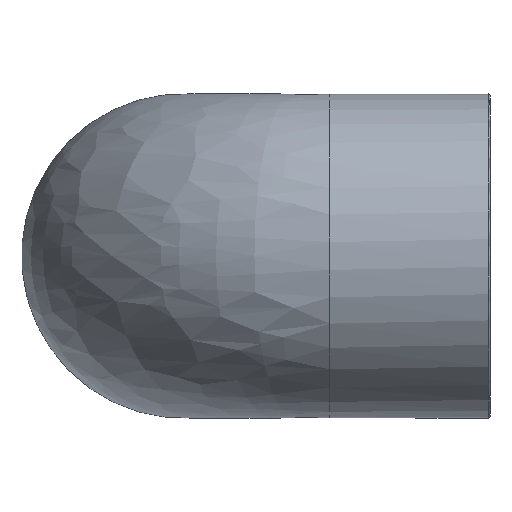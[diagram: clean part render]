
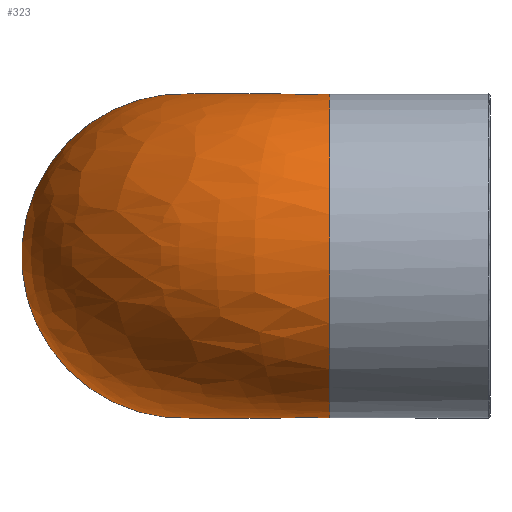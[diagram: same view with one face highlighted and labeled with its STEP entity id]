
A CAD part, left-side view. The second image highlights one B-rep face of the part: STEP entity #323.
In plain terms, the highlighted free-form (B-spline) face has degree [2, 2] with [9, 3] control points.
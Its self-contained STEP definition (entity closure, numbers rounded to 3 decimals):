
#40=(
BOUNDED_SURFACE()
B_SPLINE_SURFACE(2,2,((#514,#515,#516),(#517,#518,#519),(#520,#521,#522),
(#523,#524,#525),(#526,#527,#528),(#529,#530,#531),(#532,#533,#534),(#535,
#536,#537),(#538,#539,#540)),.UNSPECIFIED.,.F.,.F.,.F.)
B_SPLINE_SURFACE_WITH_KNOTS((3,2,2,2,3),(3,3),(-2.667,-1.333,
0.,1.333,2.667),(0.,1.571),
 .UNSPECIFIED.)
GEOMETRIC_REPRESENTATION_ITEM()
RATIONAL_B_SPLINE_SURFACE(((1.,0.707,1.),(0.786,
0.556,0.786),(1.,0.707,1.),(0.786,
0.556,0.786),(1.,0.707,1.),(0.786,
0.556,0.786),(1.,0.707,1.),(0.786,
0.556,0.786),(1.,0.707,1.)))
REPRESENTATION_ITEM('')
SURFACE()
);
#41=ELLIPSE('',#353,0.53,0.5);
#43=ELLIPSE('',#355,0.53,0.5);
#77=FACE_OUTER_BOUND('',#104,.T.);
#104=EDGE_LOOP('',(#239,#240,#241,#242));
#143=CIRCLE('',#357,44.5);
#144=CIRCLE('',#358,44.5);
#161=VERTEX_POINT('',#506);
#162=VERTEX_POINT('',#507);
#163=VERTEX_POINT('',#509);
#164=VERTEX_POINT('',#511);
#193=EDGE_CURVE('',#161,#162,#41,.T.);
#195=EDGE_CURVE('',#164,#163,#43,.T.);
#197=EDGE_CURVE('',#163,#161,#143,.T.);
#198=EDGE_CURVE('',#164,#162,#144,.T.);
#239=ORIENTED_EDGE('',*,*,#195,.T.);
#240=ORIENTED_EDGE('',*,*,#197,.T.);
#241=ORIENTED_EDGE('',*,*,#193,.T.);
#242=ORIENTED_EDGE('',*,*,#198,.F.);
#323=ADVANCED_FACE('',(#77),#40,.F.);
#353=AXIS2_PLACEMENT_3D('',#508,#399,#400);
#355=AXIS2_PLACEMENT_3D('',#512,#403,#404);
#357=AXIS2_PLACEMENT_3D('',#541,#407,#408);
#358=AXIS2_PLACEMENT_3D('',#542,#409,#410);
#399=DIRECTION('center_axis',(0.206,-0.206,-0.957));
#400=DIRECTION('ref_axis',(-0.676,0.676,-0.292));
#403=DIRECTION('center_axis',(0.206,-0.206,0.957));
#404=DIRECTION('ref_axis',(0.676,-0.676,-0.292));
#407=DIRECTION('center_axis',(0.,1.,0.));
#408=DIRECTION('ref_axis',(-1.,0.,0.));
#409=DIRECTION('center_axis',(1.,0.,0.));
#410=DIRECTION('ref_axis',(0.,1.,0.));
#506=CARTESIAN_POINT('',(39.556,44.,20.386));
#507=CARTESIAN_POINT('',(40.,44.444,20.386));
#508=CARTESIAN_POINT('Origin',(40.056,43.944,20.507));
#509=CARTESIAN_POINT('',(39.556,44.,-20.386));
#511=CARTESIAN_POINT('',(40.,44.444,-20.386));
#512=CARTESIAN_POINT('Origin',(40.056,43.944,-20.507));
#514=CARTESIAN_POINT('Ctrl Pts',(39.578,44.,20.343));
#515=CARTESIAN_POINT('Ctrl Pts',(39.578,44.422,20.343));
#516=CARTESIAN_POINT('Ctrl Pts',(40.,44.422,20.343));
#517=CARTESIAN_POINT('Ctrl Pts',(23.571,44.,51.487));
#518=CARTESIAN_POINT('Ctrl Pts',(23.571,60.429,51.487));
#519=CARTESIAN_POINT('Ctrl Pts',(40.,60.429,51.487));
#520=CARTESIAN_POINT('Ctrl Pts',(-10.465,44.,43.252));
#521=CARTESIAN_POINT('Ctrl Pts',(-10.465,94.465,43.252));
#522=CARTESIAN_POINT('Ctrl Pts',(40.,94.465,43.252));
#523=CARTESIAN_POINT('Ctrl Pts',(-44.5,44.,35.017));
#524=CARTESIAN_POINT('Ctrl Pts',(-44.5,128.5,35.017));
#525=CARTESIAN_POINT('Ctrl Pts',(40.,128.5,35.017));
#526=CARTESIAN_POINT('Ctrl Pts',(-44.5,44.,0.));
#527=CARTESIAN_POINT('Ctrl Pts',(-44.5,128.5,0.));
#528=CARTESIAN_POINT('Ctrl Pts',(40.,128.5,0.));
#529=CARTESIAN_POINT('Ctrl Pts',(-44.5,44.,-35.017));
#530=CARTESIAN_POINT('Ctrl Pts',(-44.5,128.5,-35.017));
#531=CARTESIAN_POINT('Ctrl Pts',(40.,128.5,-35.017));
#532=CARTESIAN_POINT('Ctrl Pts',(-10.465,44.,-43.252));
#533=CARTESIAN_POINT('Ctrl Pts',(-10.465,94.465,-43.252));
#534=CARTESIAN_POINT('Ctrl Pts',(40.,94.465,-43.252));
#535=CARTESIAN_POINT('Ctrl Pts',(23.571,44.,-51.487));
#536=CARTESIAN_POINT('Ctrl Pts',(23.571,60.429,-51.487));
#537=CARTESIAN_POINT('Ctrl Pts',(40.,60.429,-51.487));
#538=CARTESIAN_POINT('Ctrl Pts',(39.578,44.,-20.343));
#539=CARTESIAN_POINT('Ctrl Pts',(39.578,44.422,-20.343));
#540=CARTESIAN_POINT('Ctrl Pts',(40.,44.422,-20.343));
#541=CARTESIAN_POINT('Origin',(0.,44.,0.));
#542=CARTESIAN_POINT('Origin',(40.,84.,0.));
